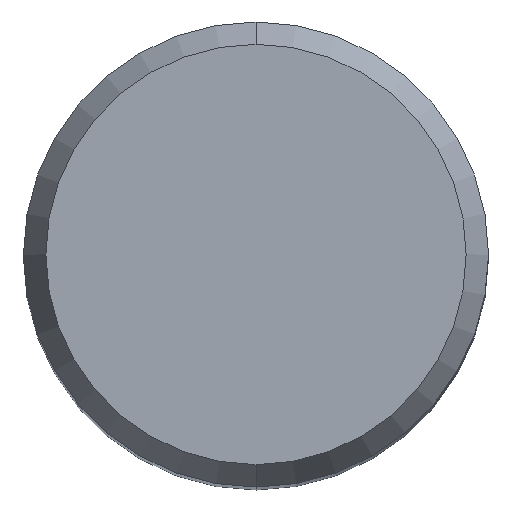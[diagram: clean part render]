
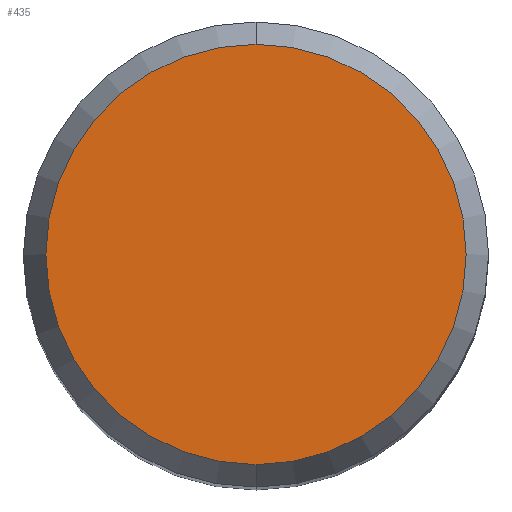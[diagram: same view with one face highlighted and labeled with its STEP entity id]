
A CAD part, top view. The second image highlights one B-rep face of the part: STEP entity #435.
In plain terms, the highlighted planar face has unit normal (0, 0, 1).
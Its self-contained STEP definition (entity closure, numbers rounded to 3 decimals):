
#193=VERTEX_POINT('',#485);
#331=VERTEX_POINT('',#639);
#375=EDGE_CURVE('',#331,#193,#686,.T.);
#401=EDGE_CURVE('',#193,#331,#715,.T.);
#435=ADVANCED_FACE('',(#752),#753,.T.);
#485=CARTESIAN_POINT('',(0.0,5.423,0.));
#639=CARTESIAN_POINT('',(0.,-5.423,0.));
#686=CIRCLE('',#1296,5.423);
#715=CIRCLE('',#1376,5.423);
#752=FACE_OUTER_BOUND('',#1435,.T.);
#753=PLANE('',#1436);
#1296=AXIS2_PLACEMENT_3D('',#1683,#1684,#1685);
#1376=AXIS2_PLACEMENT_3D('',#1720,#1721,#1722);
#1435=EDGE_LOOP('',(#1766,#1767));
#1436=AXIS2_PLACEMENT_3D('',#1768,#1769,#1770);
#1683=CARTESIAN_POINT('',(0.0,0.0,0.));
#1684=DIRECTION('',(0.0,0.0,-1.0));
#1685=DIRECTION('',(0.0,1.0,0.0));
#1720=CARTESIAN_POINT('',(0.0,0.0,0.));
#1721=DIRECTION('',(0.0,0.0,-1.0));
#1722=DIRECTION('',(0.0,1.0,0.0));
#1766=ORIENTED_EDGE('',*,*,#401,.F.);
#1767=ORIENTED_EDGE('',*,*,#375,.F.);
#1768=CARTESIAN_POINT('',(0.0,2.711,0.));
#1769=DIRECTION('',(-0.0,0.0,1.0));
#1770=DIRECTION('',(0.0,-1.0,0.0));
